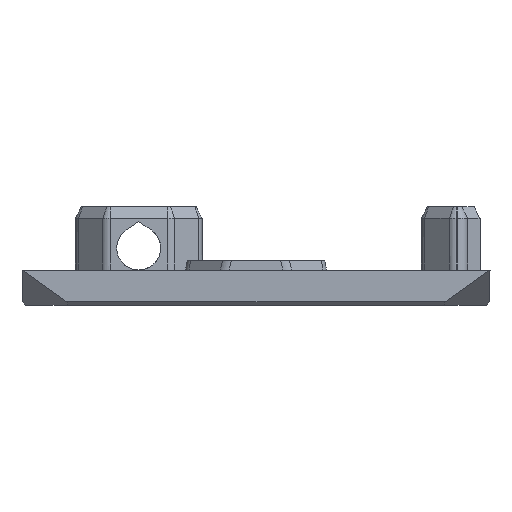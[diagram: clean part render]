
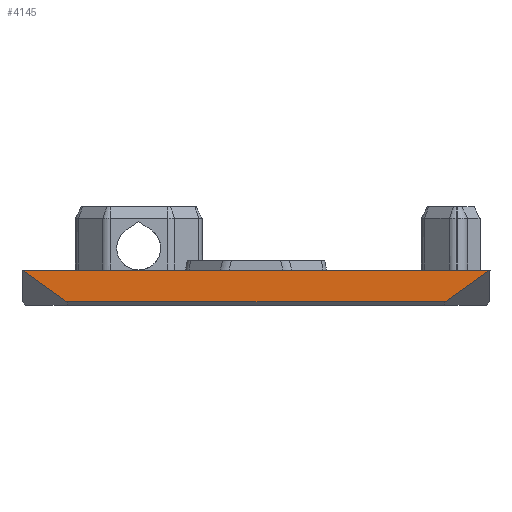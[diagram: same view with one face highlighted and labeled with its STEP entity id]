
A CAD part, left-side view. The second image highlights one B-rep face of the part: STEP entity #4145.
In plain terms, the highlighted planar face has unit normal (-1, 0, 0).
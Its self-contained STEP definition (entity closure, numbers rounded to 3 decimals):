
#257=FACE_OUTER_BOUND('',#494,.T.);
#494=EDGE_LOOP('',(#2834,#2835,#2836,#2837));
#730=LINE('',#5903,#1213);
#789=LINE('',#6144,#1272);
#790=LINE('',#6146,#1273);
#791=LINE('',#6147,#1274);
#1213=VECTOR('',#4737,10.);
#1272=VECTOR('',#4870,10.);
#1273=VECTOR('',#4871,10.);
#1274=VECTOR('',#4872,10.);
#1694=VERTEX_POINT('',#5897);
#1696=VERTEX_POINT('',#5901);
#1786=VERTEX_POINT('',#6143);
#1787=VERTEX_POINT('',#6145);
#2095=EDGE_CURVE('',#1694,#1696,#730,.T.);
#2192=EDGE_CURVE('',#1786,#1696,#789,.T.);
#2193=EDGE_CURVE('',#1787,#1786,#790,.T.);
#2194=EDGE_CURVE('',#1694,#1787,#791,.T.);
#2834=ORIENTED_EDGE('',*,*,#2095,.T.);
#2835=ORIENTED_EDGE('',*,*,#2192,.F.);
#2836=ORIENTED_EDGE('',*,*,#2193,.F.);
#2837=ORIENTED_EDGE('',*,*,#2194,.F.);
#3987=PLANE('',#4424);
#4145=ADVANCED_FACE('',(#257),#3987,.F.);
#4424=AXIS2_PLACEMENT_3D('',#6142,#4868,#4869);
#4737=DIRECTION('',(0.,1.,0.));
#4868=DIRECTION('center_axis',(1.,0.,0.));
#4869=DIRECTION('ref_axis',(0.,0.,-1.));
#4870=DIRECTION('',(0.,0.816,0.577));
#4871=DIRECTION('',(0.,1.,0.));
#4872=DIRECTION('',(0.,0.816,-0.577));
#5897=CARTESIAN_POINT('',(-252.73,-506.73,76.2));
#5901=CARTESIAN_POINT('',(-252.73,506.73,76.2));
#5903=CARTESIAN_POINT('',(-252.73,-31.922,76.2));
#6142=CARTESIAN_POINT('Origin',(-252.73,0.,41.91));
#6143=CARTESIAN_POINT('',(-252.73,409.743,7.62));
#6144=CARTESIAN_POINT('',(-252.73,302.438,-68.256));
#6145=CARTESIAN_POINT('',(-252.73,-409.743,7.62));
#6146=CARTESIAN_POINT('',(-252.73,0.,7.62));
#6147=CARTESIAN_POINT('',(-252.73,-302.438,-68.256));
